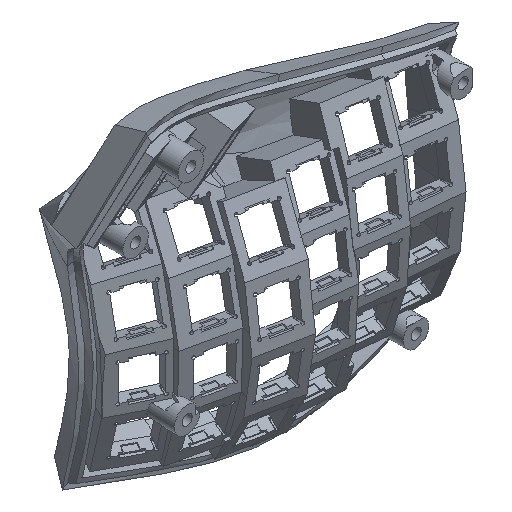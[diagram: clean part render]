
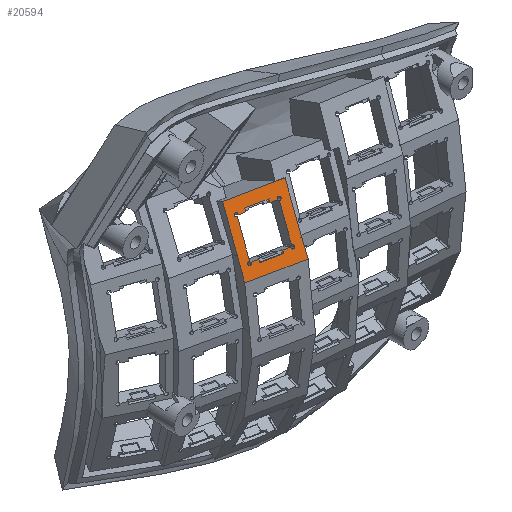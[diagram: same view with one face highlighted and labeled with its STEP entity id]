
A CAD part, isometric view. The second image highlights one B-rep face of the part: STEP entity #20594.
In plain terms, the highlighted planar face has unit normal (-0.188, -0.866, 0.464).
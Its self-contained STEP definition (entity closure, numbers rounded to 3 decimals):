
#553=FACE_BOUND('',#1910,.T.);
#617=CIRCLE('',#21663,0.6);
#618=CIRCLE('',#21664,0.6);
#619=CIRCLE('',#21665,0.6);
#620=CIRCLE('',#21666,0.6);
#849=FACE_OUTER_BOUND('',#1909,.T.);
#1909=EDGE_LOOP('',(#13433,#13434,#13435,#13436,#13437,#13438));
#1910=EDGE_LOOP('',(#13439,#13440,#13441,#13442,#13443,#13444,#13445,#13446,
#13447,#13448,#13449,#13450,#13451,#13452,#13453,#13454));
#3027=LINE('',#28173,#5598);
#3045=LINE('',#28217,#5616);
#3046=LINE('',#28219,#5617);
#3047=LINE('',#28221,#5618);
#3048=LINE('',#28223,#5619);
#3049=LINE('',#28224,#5620);
#3050=LINE('',#28229,#5621);
#3051=LINE('',#28231,#5622);
#3052=LINE('',#28233,#5623);
#3053=LINE('',#28235,#5624);
#3054=LINE('',#28237,#5625);
#3055=LINE('',#28241,#5626);
#3056=LINE('',#28245,#5627);
#3057=LINE('',#28247,#5628);
#3058=LINE('',#28249,#5629);
#3059=LINE('',#28251,#5630);
#3060=LINE('',#28253,#5631);
#3061=LINE('',#28256,#5632);
#5598=VECTOR('',#22975,10.);
#5616=VECTOR('',#23003,10.);
#5617=VECTOR('',#23004,10.);
#5618=VECTOR('',#23005,10.);
#5619=VECTOR('',#23006,10.);
#5620=VECTOR('',#23007,10.);
#5621=VECTOR('',#23010,10.);
#5622=VECTOR('',#23011,10.);
#5623=VECTOR('',#23012,10.);
#5624=VECTOR('',#23013,10.);
#5625=VECTOR('',#23014,10.);
#5626=VECTOR('',#23017,10.);
#5627=VECTOR('',#23020,10.);
#5628=VECTOR('',#23021,10.);
#5629=VECTOR('',#23022,10.);
#5630=VECTOR('',#23023,10.);
#5631=VECTOR('',#23024,10.);
#5632=VECTOR('',#23027,10.);
#8169=VERTEX_POINT('',#28171);
#8170=VERTEX_POINT('',#28172);
#8191=VERTEX_POINT('',#28216);
#8192=VERTEX_POINT('',#28218);
#8193=VERTEX_POINT('',#28220);
#8194=VERTEX_POINT('',#28222);
#8195=VERTEX_POINT('',#28225);
#8196=VERTEX_POINT('',#28226);
#8197=VERTEX_POINT('',#28228);
#8198=VERTEX_POINT('',#28230);
#8199=VERTEX_POINT('',#28232);
#8200=VERTEX_POINT('',#28234);
#8201=VERTEX_POINT('',#28236);
#8202=VERTEX_POINT('',#28238);
#8203=VERTEX_POINT('',#28240);
#8204=VERTEX_POINT('',#28242);
#8205=VERTEX_POINT('',#28244);
#8206=VERTEX_POINT('',#28246);
#8207=VERTEX_POINT('',#28248);
#8208=VERTEX_POINT('',#28250);
#8209=VERTEX_POINT('',#28252);
#8210=VERTEX_POINT('',#28254);
#10257=EDGE_CURVE('',#8169,#8170,#3027,.T.);
#10279=EDGE_CURVE('',#8170,#8191,#3045,.T.);
#10280=EDGE_CURVE('',#8191,#8192,#3046,.T.);
#10281=EDGE_CURVE('',#8193,#8192,#3047,.T.);
#10282=EDGE_CURVE('',#8193,#8194,#3048,.T.);
#10283=EDGE_CURVE('',#8194,#8169,#3049,.T.);
#10284=EDGE_CURVE('',#8195,#8196,#617,.T.);
#10285=EDGE_CURVE('',#8196,#8197,#3050,.T.);
#10286=EDGE_CURVE('',#8197,#8198,#3051,.T.);
#10287=EDGE_CURVE('',#8198,#8199,#3052,.T.);
#10288=EDGE_CURVE('',#8199,#8200,#3053,.T.);
#10289=EDGE_CURVE('',#8200,#8201,#3054,.T.);
#10290=EDGE_CURVE('',#8201,#8202,#618,.T.);
#10291=EDGE_CURVE('',#8202,#8203,#3055,.T.);
#10292=EDGE_CURVE('',#8203,#8204,#619,.T.);
#10293=EDGE_CURVE('',#8204,#8205,#3056,.T.);
#10294=EDGE_CURVE('',#8205,#8206,#3057,.T.);
#10295=EDGE_CURVE('',#8206,#8207,#3058,.T.);
#10296=EDGE_CURVE('',#8207,#8208,#3059,.T.);
#10297=EDGE_CURVE('',#8208,#8209,#3060,.T.);
#10298=EDGE_CURVE('',#8209,#8210,#620,.T.);
#10299=EDGE_CURVE('',#8210,#8195,#3061,.T.);
#13433=ORIENTED_EDGE('',*,*,#10257,.T.);
#13434=ORIENTED_EDGE('',*,*,#10279,.T.);
#13435=ORIENTED_EDGE('',*,*,#10280,.T.);
#13436=ORIENTED_EDGE('',*,*,#10281,.F.);
#13437=ORIENTED_EDGE('',*,*,#10282,.T.);
#13438=ORIENTED_EDGE('',*,*,#10283,.T.);
#13439=ORIENTED_EDGE('',*,*,#10284,.T.);
#13440=ORIENTED_EDGE('',*,*,#10285,.T.);
#13441=ORIENTED_EDGE('',*,*,#10286,.T.);
#13442=ORIENTED_EDGE('',*,*,#10287,.T.);
#13443=ORIENTED_EDGE('',*,*,#10288,.T.);
#13444=ORIENTED_EDGE('',*,*,#10289,.T.);
#13445=ORIENTED_EDGE('',*,*,#10290,.T.);
#13446=ORIENTED_EDGE('',*,*,#10291,.T.);
#13447=ORIENTED_EDGE('',*,*,#10292,.T.);
#13448=ORIENTED_EDGE('',*,*,#10293,.T.);
#13449=ORIENTED_EDGE('',*,*,#10294,.T.);
#13450=ORIENTED_EDGE('',*,*,#10295,.T.);
#13451=ORIENTED_EDGE('',*,*,#10296,.T.);
#13452=ORIENTED_EDGE('',*,*,#10297,.T.);
#13453=ORIENTED_EDGE('',*,*,#10298,.T.);
#13454=ORIENTED_EDGE('',*,*,#10299,.T.);
#19720=PLANE('',#21662);
#20594=ADVANCED_FACE('',(#849,#553),#19720,.F.);
#21662=AXIS2_PLACEMENT_3D('',#28215,#23001,#23002);
#21663=AXIS2_PLACEMENT_3D('',#28227,#23008,#23009);
#21664=AXIS2_PLACEMENT_3D('',#28239,#23015,#23016);
#21665=AXIS2_PLACEMENT_3D('',#28243,#23018,#23019);
#21666=AXIS2_PLACEMENT_3D('',#28255,#23025,#23026);
#22975=DIRECTION('',(0.978,-0.208,0.008));
#23001=DIRECTION('center_axis',(0.188,0.866,-0.464));
#23002=DIRECTION('ref_axis',(-0.978,0.208,-0.008));
#23003=DIRECTION('',(0.062,0.461,0.885));
#23004=DIRECTION('',(0.084,0.457,0.886));
#23005=DIRECTION('',(0.978,-0.208,0.008));
#23006=DIRECTION('',(-0.089,-0.456,-0.886));
#23007=DIRECTION('',(-0.094,-0.455,-0.886));
#23008=DIRECTION('center_axis',(0.188,0.866,-0.464));
#23009=DIRECTION('ref_axis',(-0.978,0.208,-0.008));
#23010=DIRECTION('',(0.978,-0.208,0.008));
#23011=DIRECTION('',(0.089,0.456,0.886));
#23012=DIRECTION('',(0.978,-0.208,0.008));
#23013=DIRECTION('',(-0.089,-0.456,-0.886));
#23014=DIRECTION('',(0.978,-0.208,0.008));
#23015=DIRECTION('center_axis',(0.188,0.866,-0.464));
#23016=DIRECTION('ref_axis',(-0.978,0.208,-0.008));
#23017=DIRECTION('',(-0.089,-0.456,-0.886));
#23018=DIRECTION('center_axis',(0.188,0.866,-0.464));
#23019=DIRECTION('ref_axis',(-0.978,0.208,-0.008));
#23020=DIRECTION('',(-0.978,0.208,-0.008));
#23021=DIRECTION('',(-0.089,-0.456,-0.886));
#23022=DIRECTION('',(-0.978,0.208,-0.008));
#23023=DIRECTION('',(0.089,0.456,0.886));
#23024=DIRECTION('',(-0.978,0.208,-0.008));
#23025=DIRECTION('center_axis',(0.188,0.866,-0.464));
#23026=DIRECTION('ref_axis',(-0.978,0.208,-0.008));
#23027=DIRECTION('',(0.089,0.456,0.886));
#28171=CARTESIAN_POINT('',(39.06,10.504,-15.486));
#28172=CARTESIAN_POINT('',(59.563,6.145,-15.314));
#28173=CARTESIAN_POINT('',(49.01,8.388,-15.402));
#28215=CARTESIAN_POINT('Origin',(50.073,13.803,-4.875));
#28216=CARTESIAN_POINT('',(59.955,9.043,-9.751));
#28217=CARTESIAN_POINT('',(60.081,9.979,-7.955));
#28218=CARTESIAN_POINT('',(61.44,17.081,5.84));
#28219=CARTESIAN_POINT('',(61.06,15.029,1.858));
#28220=CARTESIAN_POINT('',(41.221,21.379,5.67));
#28221=CARTESIAN_POINT('',(39.408,21.765,5.655));
#28222=CARTESIAN_POINT('',(39.795,14.073,-8.531));
#28223=CARTESIAN_POINT('',(40.088,15.576,-5.61));
#28224=CARTESIAN_POINT('',(39.083,10.618,-15.263));
#28225=CARTESIAN_POINT('',(43.89,18.253,0.922));
#28226=CARTESIAN_POINT('',(44.24,18.329,1.204));
#28227=CARTESIAN_POINT('Origin',(43.725,18.553,1.414));
#28228=CARTESIAN_POINT('',(46.779,17.789,1.226));
#28229=CARTESIAN_POINT('',(47.305,17.678,1.23));
#28230=CARTESIAN_POINT('',(46.878,18.29,2.2));
#28231=CARTESIAN_POINT('',(46.519,16.463,-1.354));
#28232=CARTESIAN_POINT('',(54.703,16.627,2.266));
#28233=CARTESIAN_POINT('',(52.747,17.043,2.249));
#28234=CARTESIAN_POINT('',(54.604,16.126,1.291));
#28235=CARTESIAN_POINT('',(54.295,14.549,-1.775));
#28236=CARTESIAN_POINT('',(57.135,15.588,1.313));
#28237=CARTESIAN_POINT('',(47.305,17.678,1.23));
#28238=CARTESIAN_POINT('',(57.483,15.346,1.001));
#28239=CARTESIAN_POINT('Origin',(57.7,15.572,1.512));
#28240=CARTESIAN_POINT('',(56.308,9.36,-10.636));
#28241=CARTESIAN_POINT('',(57.205,13.93,-1.751));
#28242=CARTESIAN_POINT('',(55.875,9.26,-10.999));
#28243=CARTESIAN_POINT('Origin',(56.423,9.063,-11.145));
#28244=CARTESIAN_POINT('',(53.362,9.794,-11.02));
#28245=CARTESIAN_POINT('',(52.861,9.9,-11.024));
#28246=CARTESIAN_POINT('',(53.268,9.316,-11.95));
#28247=CARTESIAN_POINT('',(53.627,11.144,-8.396));
#28248=CARTESIAN_POINT('',(45.443,10.979,-12.016));
#28249=CARTESIAN_POINT('',(47.399,10.563,-11.999));
#28250=CARTESIAN_POINT('',(45.537,11.457,-11.086));
#28251=CARTESIAN_POINT('',(45.849,13.046,-7.997));
#28252=CARTESIAN_POINT('',(43.029,11.99,-11.107));
#28253=CARTESIAN_POINT('',(52.861,9.9,-11.024));
#28254=CARTESIAN_POINT('',(42.713,12.252,-10.746));
#28255=CARTESIAN_POINT('Origin',(42.447,12.044,-11.243));
#28256=CARTESIAN_POINT('',(42.988,13.654,-8.021));
